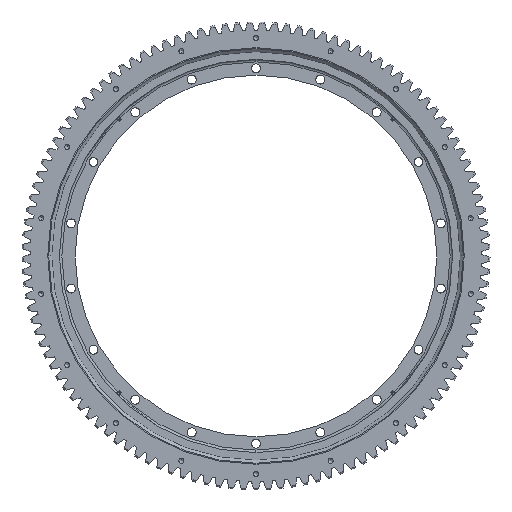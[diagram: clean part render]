
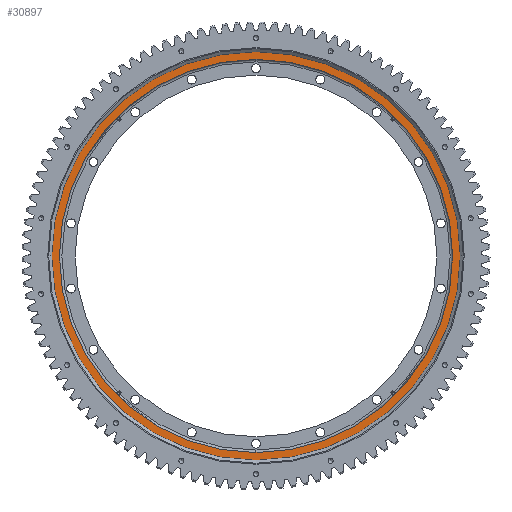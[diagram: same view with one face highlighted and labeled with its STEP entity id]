
A CAD part, front view. The second image highlights one B-rep face of the part: STEP entity #30897.
In plain terms, the highlighted planar face has unit normal (0, -1, 0).
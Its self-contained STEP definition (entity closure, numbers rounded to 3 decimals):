
#247 = DIRECTION ( 'NONE',  ( 0., 0., 1. ) ) ;
#264 = EDGE_CURVE ( 'NONE', #10322, #5612, #11464, .T. ) ;
#1118 = EDGE_CURVE ( 'NONE', #13802, #30600, #10237, .T. ) ;
#3637 = CIRCLE ( 'NONE', #16076, 399. ) ;
#4718 = ORIENTED_EDGE ( 'NONE', *, *, #264, .T. ) ;
#4751 = EDGE_LOOP ( 'NONE', ( #4718, #7200 ) ) ;
#5041 = EDGE_CURVE ( 'NONE', #30600, #13802, #30447, .T. ) ;
#5102 = PLANE ( 'NONE',  #14845 ) ;
#5612 = VERTEX_POINT ( 'NONE', #32031 ) ;
#7200 = ORIENTED_EDGE ( 'NONE', *, *, #13822, .T. ) ;
#7576 = ORIENTED_EDGE ( 'NONE', *, *, #1118, .F. ) ;
#9071 = FACE_OUTER_BOUND ( 'NONE', #17203, .T. ) ;
#10237 = CIRCLE ( 'NONE', #15688, 418.25 ) ;
#10322 = VERTEX_POINT ( 'NONE', #26458 ) ;
#11464 = CIRCLE ( 'NONE', #12531, 399. ) ;
#12531 = AXIS2_PLACEMENT_3D ( 'NONE', #30093, #29980, #30006 ) ;
#12636 = ORIENTED_EDGE ( 'NONE', *, *, #5041, .F. ) ;
#13802 = VERTEX_POINT ( 'NONE', #20742 ) ;
#13822 = EDGE_CURVE ( 'NONE', #5612, #10322, #3637, .T. ) ;
#14764 = DIRECTION ( 'NONE',  ( 0., 0., 1. ) ) ;
#14771 = DIRECTION ( 'NONE',  ( 0., 1., 0. ) ) ;
#14796 = CARTESIAN_POINT ( 'NONE',  ( 0., -18., 0. ) ) ;
#14845 = AXIS2_PLACEMENT_3D ( 'NONE', #15075, #15183, #247 ) ;
#15075 = CARTESIAN_POINT ( 'NONE',  ( 0., -18., 367. ) ) ;
#15183 = DIRECTION ( 'NONE',  ( 0., 1., 0. ) ) ;
#15688 = AXIS2_PLACEMENT_3D ( 'NONE', #14796, #14771, #14764 ) ;
#16076 = AXIS2_PLACEMENT_3D ( 'NONE', #20349, #20314, #20249 ) ;
#16377 = CARTESIAN_POINT ( 'NONE',  ( 0., -18., -418.25 ) ) ;
#17203 = EDGE_LOOP ( 'NONE', ( #7576, #12636 ) ) ;
#20249 = DIRECTION ( 'NONE',  ( 0., 0., 1. ) ) ;
#20314 = DIRECTION ( 'NONE',  ( 0., 1., 0. ) ) ;
#20349 = CARTESIAN_POINT ( 'NONE',  ( 0., -18., 0. ) ) ;
#20742 = CARTESIAN_POINT ( 'NONE',  ( 0., -18., 418.25 ) ) ;
#21410 = AXIS2_PLACEMENT_3D ( 'NONE', #22292, #22434, #22525 ) ;
#22292 = CARTESIAN_POINT ( 'NONE',  ( 0., -18., 0. ) ) ;
#22434 = DIRECTION ( 'NONE',  ( 0., 1., 0. ) ) ;
#22525 = DIRECTION ( 'NONE',  ( 0., 0., 1. ) ) ;
#26458 = CARTESIAN_POINT ( 'NONE',  ( 0., -18., 399. ) ) ;
#28929 = FACE_BOUND ( 'NONE', #4751, .T. ) ;
#29980 = DIRECTION ( 'NONE',  ( 0., 1., 0. ) ) ;
#30006 = DIRECTION ( 'NONE',  ( 0., 0., 1. ) ) ;
#30093 = CARTESIAN_POINT ( 'NONE',  ( 0., -18., 0. ) ) ;
#30447 = CIRCLE ( 'NONE', #21410, 418.25 ) ;
#30600 = VERTEX_POINT ( 'NONE', #16377 ) ;
#30897 = ADVANCED_FACE ( 'NONE', ( #28929, #9071 ), #5102, .F. ) ;
#32031 = CARTESIAN_POINT ( 'NONE',  ( 0., -18., -399. ) ) ;
